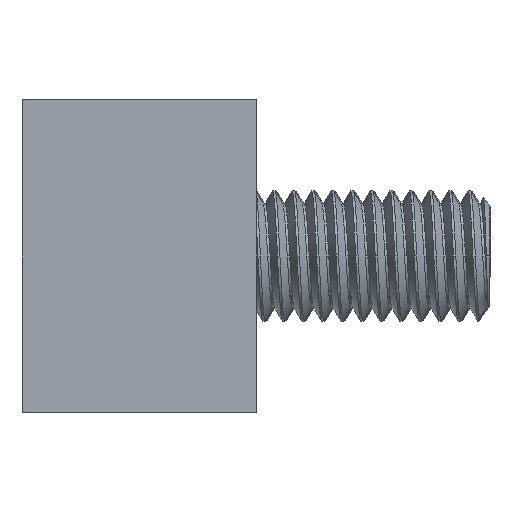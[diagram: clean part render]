
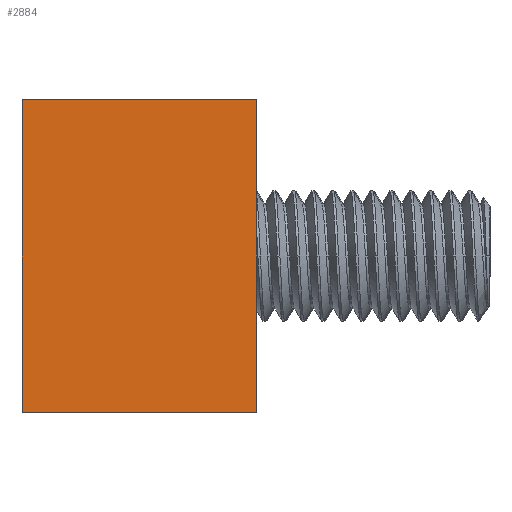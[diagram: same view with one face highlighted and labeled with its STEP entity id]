
A CAD part, left-side view. The second image highlights one B-rep face of the part: STEP entity #2884.
In plain terms, the highlighted planar face has unit normal (-1, 0, 0).
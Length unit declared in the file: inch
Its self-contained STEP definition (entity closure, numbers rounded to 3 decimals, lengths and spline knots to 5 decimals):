
#197 = CARTESIAN_POINT ( 'NONE',  ( 0., 0., -0.94488 ) ) ;
#436 = LINE ( 'NONE', #3583, #5587 ) ;
#538 = LINE ( 'NONE', #4023, #5151 ) ;
#660 = VECTOR ( 'NONE', #5444, 39.37008 ) ;
#791 = CARTESIAN_POINT ( 'NONE',  ( 0., 0.70866, -0.94488 ) ) ;
#916 = CARTESIAN_POINT ( 'NONE',  ( 0., 0., 0. ) ) ;
#1043 = CARTESIAN_POINT ( 'NONE',  ( 0., 0., 0. ) ) ;
#1326 = EDGE_CURVE ( 'NONE', #4810, #5414, #436, .T. ) ;
#1444 = FACE_OUTER_BOUND ( 'NONE', #5353, .T. ) ;
#1463 = DIRECTION ( 'NONE',  ( 0., 1., 0. ) ) ;
#2379 = VECTOR ( 'NONE', #5024, 39.37008 ) ;
#2436 = DIRECTION ( 'NONE',  ( 0., 0., 1. ) ) ;
#2628 = ORIENTED_EDGE ( 'NONE', *, *, #3925, .F. ) ;
#2884 = ADVANCED_FACE ( 'NONE', ( #1444 ), #3630, .T. ) ;
#3003 = VERTEX_POINT ( 'NONE', #5044 ) ;
#3295 = LINE ( 'NONE', #4147, #2379 ) ;
#3583 = CARTESIAN_POINT ( 'NONE',  ( 0., 0., 0. ) ) ;
#3630 = PLANE ( 'NONE',  #4516 ) ;
#3700 = LINE ( 'NONE', #5055, #660 ) ;
#3899 = DIRECTION ( 'NONE',  ( 0., 0., -1. ) ) ;
#3925 = EDGE_CURVE ( 'NONE', #5414, #4606, #538, .T. ) ;
#3938 = ORIENTED_EDGE ( 'NONE', *, *, #1326, .F. ) ;
#4023 = CARTESIAN_POINT ( 'NONE',  ( 0., 0., -0.94488 ) ) ;
#4147 = CARTESIAN_POINT ( 'NONE',  ( 0., 0., 0. ) ) ;
#4516 = AXIS2_PLACEMENT_3D ( 'NONE', #1043, #4520, #2436 ) ;
#4520 = DIRECTION ( 'NONE',  ( -1., 0., 0. ) ) ;
#4606 = VERTEX_POINT ( 'NONE', #791 ) ;
#4728 = ORIENTED_EDGE ( 'NONE', *, *, #4771, .T. ) ;
#4771 = EDGE_CURVE ( 'NONE', #4810, #3003, #3295, .T. ) ;
#4810 = VERTEX_POINT ( 'NONE', #916 ) ;
#4833 = ORIENTED_EDGE ( 'NONE', *, *, #5005, .T. ) ;
#5005 = EDGE_CURVE ( 'NONE', #3003, #4606, #3700, .T. ) ;
#5024 = DIRECTION ( 'NONE',  ( 0., 1., 0. ) ) ;
#5044 = CARTESIAN_POINT ( 'NONE',  ( 0., 0.70866, 0. ) ) ;
#5055 = CARTESIAN_POINT ( 'NONE',  ( 0., 0.70866, 0. ) ) ;
#5151 = VECTOR ( 'NONE', #1463, 39.37008 ) ;
#5353 = EDGE_LOOP ( 'NONE', ( #4728, #4833, #2628, #3938 ) ) ;
#5414 = VERTEX_POINT ( 'NONE', #197 ) ;
#5444 = DIRECTION ( 'NONE',  ( 0., 0., -1. ) ) ;
#5587 = VECTOR ( 'NONE', #3899, 39.37008 ) ;
